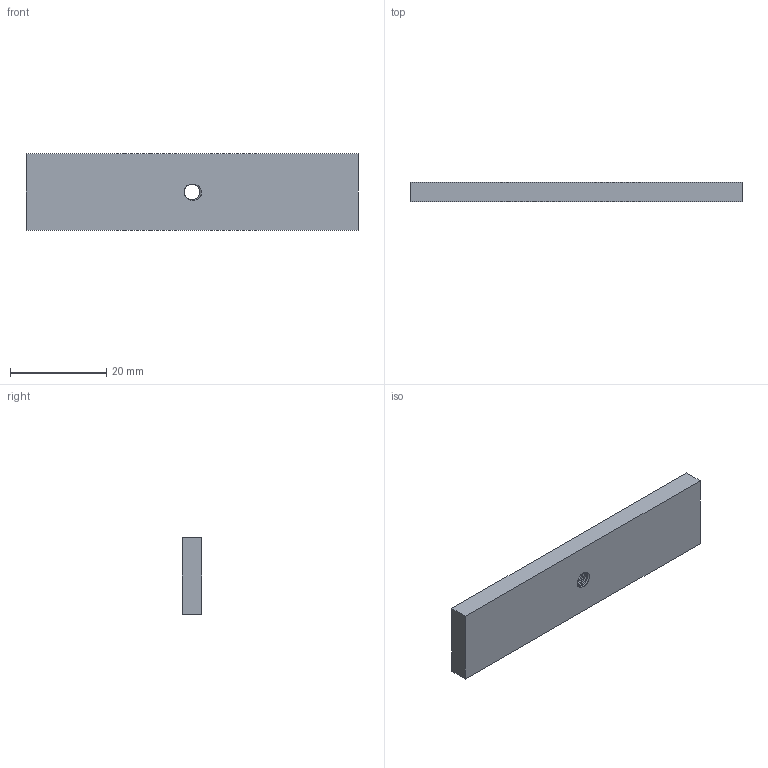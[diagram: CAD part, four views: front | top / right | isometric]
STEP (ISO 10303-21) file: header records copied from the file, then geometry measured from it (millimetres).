
FILE_DESCRIPTION (( 'STEP AP203' ), '1' );
FILE_NAME ('309.20.01.STEP', '2017-12-26T06:21:07', ( '' ), ( '' ), 'SwSTEP 2.0', 'SolidWorks 2012', '' );
FILE_SCHEMA (( 'CONFIG_CONTROL_DESIGN' ));
Length unit declared in the file: millimetre
Products named in the file (1): 309.20.01
Bounding box: 69 x 4 x 16 mm (x, y, z)
Volume: 4377.3 mm3; surface area: 2939.2 mm2
Topology: 1 solids, 1 shells, 21 faces, 57 edges, 38 vertices
Faces by surface type: cylinder 13, plane 6, bspline 2
Entity records: 2405 total; most frequent: CARTESIAN_POINT 1881, ORIENTED_EDGE 114, DIRECTION 70, EDGE_CURVE 57, VERTEX_POINT 38, VECTOR 24, LINE 24, AXIS2_PLACEMENT_3D 23
